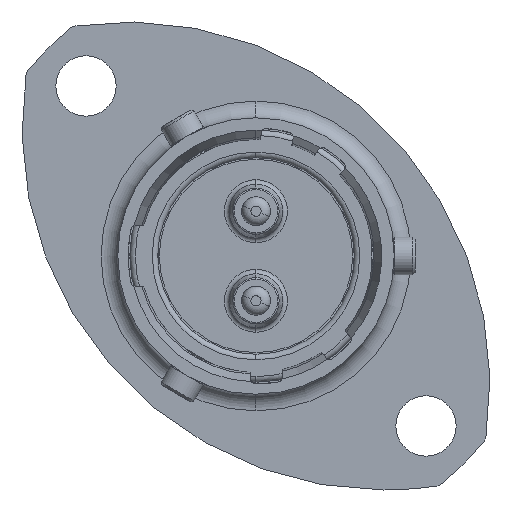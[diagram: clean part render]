
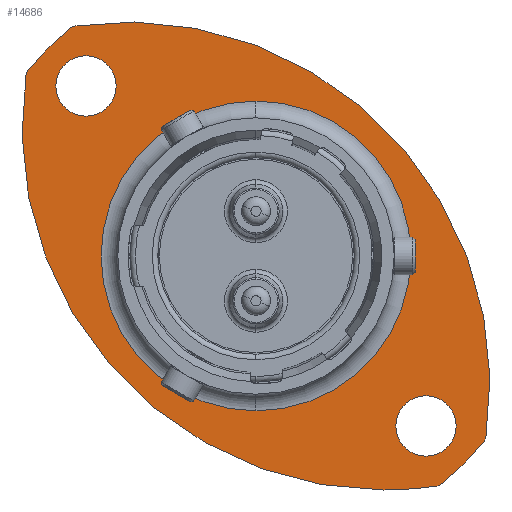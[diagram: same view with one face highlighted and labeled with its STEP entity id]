
A CAD part, left-side view. The second image highlights one B-rep face of the part: STEP entity #14686.
In plain terms, the highlighted planar face has unit normal (-1, 0, 0).
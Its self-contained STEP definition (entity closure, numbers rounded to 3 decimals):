
#303 = VERTEX_POINT ( 'NONE', #21285 ) ;
#314 = CARTESIAN_POINT ( 'NONE',  ( 10.945, 18.472, 8.376 ) ) ;
#347 = DIRECTION ( 'NONE',  ( 0., 0., -1. ) ) ;
#970 = AXIS2_PLACEMENT_3D ( 'NONE', #23159, #12217, #1366 ) ;
#1366 = DIRECTION ( 'NONE',  ( 0., 0., 1. ) ) ;
#1449 = EDGE_CURVE ( 'NONE', #15731, #6513, #10180, .T. ) ;
#1717 = CARTESIAN_POINT ( 'NONE',  ( 10.945, -3.064, -12.264 ) ) ;
#2585 = AXIS2_PLACEMENT_3D ( 'NONE', #22750, #10004, #20886 ) ;
#2647 = DIRECTION ( 'NONE',  ( 1., 0., 0. ) ) ;
#2765 = ORIENTED_EDGE ( 'NONE', *, *, #16109, .T. ) ;
#3013 = EDGE_CURVE ( 'NONE', #4765, #13739, #14793, .T. ) ;
#3216 = AXIS2_PLACEMENT_3D ( 'NONE', #9275, #21980, #11111 ) ;
#3631 = CIRCLE ( 'NONE', #10452, 1.625 ) ;
#4022 = FACE_BOUND ( 'NONE', #21516, .T. ) ;
#4123 = CARTESIAN_POINT ( 'NONE',  ( 10.945, 15.951, 10.897 ) ) ;
#4376 = ORIENTED_EDGE ( 'NONE', *, *, #22084, .T. ) ;
#4414 = CARTESIAN_POINT ( 'NONE',  ( 10.945, 12.987, -8.377 ) ) ;
#4425 = CARTESIAN_POINT ( 'NONE',  ( 10.945, 6.093, -1.482 ) ) ;
#4765 = VERTEX_POINT ( 'NONE', #7961 ) ;
#4995 = PLANE ( 'NONE',  #16503 ) ;
#5063 = CARTESIAN_POINT ( 'NONE',  ( 10.945, 13.538, -1.482 ) ) ;
#5081 = CIRCLE ( 'NONE', #19698, 19.5 ) ;
#5904 = ORIENTED_EDGE ( 'NONE', *, *, #9814, .F. ) ;
#5992 = DIRECTION ( 'NONE',  ( -1., 0., 0. ) ) ;
#6238 = DIRECTION ( 'NONE',  ( 0., 0., -1. ) ) ;
#6250 = DIRECTION ( 'NONE',  ( 0., 0., -1. ) ) ;
#6439 = CARTESIAN_POINT ( 'NONE',  ( 10.945, -3.064, -10.639 ) ) ;
#6513 = VERTEX_POINT ( 'NONE', #18001 ) ;
#6796 = EDGE_LOOP ( 'NONE', ( #13065, #12345 ) ) ;
#6889 = DIRECTION ( 'NONE',  ( 0., 0., -1. ) ) ;
#7961 = CARTESIAN_POINT ( 'NONE',  ( 10.945, -3.064, -9.014 ) ) ;
#8718 = CIRCLE ( 'NONE', #970, 15.825 ) ;
#8912 = EDGE_CURVE ( 'NONE', #19167, #21345, #8718, .T. ) ;
#9083 = CARTESIAN_POINT ( 'NONE',  ( 10.945, -0.801, 5.412 ) ) ;
#9117 = AXIS2_PLACEMENT_3D ( 'NONE', #6439, #17398, #23218 ) ;
#9275 = CARTESIAN_POINT ( 'NONE',  ( 10.945, 15.25, 7.675 ) ) ;
#9711 = ORIENTED_EDGE ( 'NONE', *, *, #8912, .T. ) ;
#9814 = EDGE_CURVE ( 'NONE', #13739, #4765, #3631, .T. ) ;
#10004 = DIRECTION ( 'NONE',  ( -1., 0., 0. ) ) ;
#10148 = CARTESIAN_POINT ( 'NONE',  ( 10.945, 6.093, -1.482 ) ) ;
#10154 = VERTEX_POINT ( 'NONE', #14464 ) ;
#10162 = EDGE_CURVE ( 'NONE', #21345, #303, #15749, .T. ) ;
#10172 = FACE_BOUND ( 'NONE', #6796, .T. ) ;
#10180 = CIRCLE ( 'NONE', #2585, 1.625 ) ;
#10419 = EDGE_CURVE ( 'NONE', #10154, #15022, #17718, .T. ) ;
#10452 = AXIS2_PLACEMENT_3D ( 'NONE', #16865, #5992, #18694 ) ;
#10581 = AXIS2_PLACEMENT_3D ( 'NONE', #22119, #11242, #347 ) ;
#10605 = EDGE_LOOP ( 'NONE', ( #22582, #14909 ) ) ;
#10923 = DIRECTION ( 'NONE',  ( 0., 0., -1. ) ) ;
#11111 = DIRECTION ( 'NONE',  ( 0., 0., -1. ) ) ;
#11206 = ORIENTED_EDGE ( 'NONE', *, *, #10162, .T. ) ;
#11207 = EDGE_CURVE ( 'NONE', #15022, #10154, #18766, .T. ) ;
#11242 = DIRECTION ( 'NONE',  ( -1., 0., 0. ) ) ;
#11514 = ORIENTED_EDGE ( 'NONE', *, *, #11611, .T. ) ;
#11611 = EDGE_CURVE ( 'NONE', #303, #14899, #18153, .T. ) ;
#11905 = AXIS2_PLACEMENT_3D ( 'NONE', #4425, #17084, #6250 ) ;
#11955 = DIRECTION ( 'NONE',  ( 0., 0., 1. ) ) ;
#12217 = DIRECTION ( 'NONE',  ( -1., 0., 0. ) ) ;
#12345 = ORIENTED_EDGE ( 'NONE', *, *, #11207, .T. ) ;
#12850 = ORIENTED_EDGE ( 'NONE', *, *, #3013, .F. ) ;
#12947 = CARTESIAN_POINT ( 'NONE',  ( 10.945, -3.765, -13.861 ) ) ;
#13065 = ORIENTED_EDGE ( 'NONE', *, *, #10419, .T. ) ;
#13068 = AXIS2_PLACEMENT_3D ( 'NONE', #13510, #2647, #15324 ) ;
#13510 = CARTESIAN_POINT ( 'NONE',  ( 10.945, 6.093, -1.482 ) ) ;
#13739 = VERTEX_POINT ( 'NONE', #1717 ) ;
#13960 = AXIS2_PLACEMENT_3D ( 'NONE', #10148, #22888, #11955 ) ;
#14464 = CARTESIAN_POINT ( 'NONE',  ( 10.945, 6.093, -9.827 ) ) ;
#14686 = ADVANCED_FACE ( 'NONE', ( #10172, #16304, #4022, #21144 ), #4995, .F. ) ;
#14793 = CIRCLE ( 'NONE', #9117, 1.625 ) ;
#14899 = VERTEX_POINT ( 'NONE', #12947 ) ;
#14909 = ORIENTED_EDGE ( 'NONE', *, *, #16366, .F. ) ;
#14988 = CARTESIAN_POINT ( 'NONE',  ( 10.945, 6.093, 6.863 ) ) ;
#15022 = VERTEX_POINT ( 'NONE', #14988 ) ;
#15034 = CIRCLE ( 'NONE', #13960, 15.825 ) ;
#15324 = DIRECTION ( 'NONE',  ( 0., 0., -1. ) ) ;
#15731 = VERTEX_POINT ( 'NONE', #16139 ) ;
#15749 = CIRCLE ( 'NONE', #16393, 19.5 ) ;
#16109 = EDGE_CURVE ( 'NONE', #14899, #22510, #15034, .T. ) ;
#16139 = CARTESIAN_POINT ( 'NONE',  ( 10.945, 15.25, 6.05 ) ) ;
#16304 = FACE_BOUND ( 'NONE', #10605, .T. ) ;
#16366 = EDGE_CURVE ( 'NONE', #6513, #15731, #23294, .T. ) ;
#16393 = AXIS2_PLACEMENT_3D ( 'NONE', #9083, #21799, #10923 ) ;
#16503 = AXIS2_PLACEMENT_3D ( 'NONE', #5063, #17777, #6889 ) ;
#16865 = CARTESIAN_POINT ( 'NONE',  ( 10.945, -3.064, -10.639 ) ) ;
#17071 = DIRECTION ( 'NONE',  ( -1., 0., 0. ) ) ;
#17084 = DIRECTION ( 'NONE',  ( 1., 0., 0. ) ) ;
#17398 = DIRECTION ( 'NONE',  ( -1., 0., 0. ) ) ;
#17718 = CIRCLE ( 'NONE', #13068, 8.345 ) ;
#17777 = DIRECTION ( 'NONE',  ( 1., 0., 0. ) ) ;
#18001 = CARTESIAN_POINT ( 'NONE',  ( 10.945, 15.25, 9.3 ) ) ;
#18153 = CIRCLE ( 'NONE', #10581, 19.5 ) ;
#18694 = DIRECTION ( 'NONE',  ( 0., 0., -1. ) ) ;
#18766 = CIRCLE ( 'NONE', #11905, 8.345 ) ;
#19167 = VERTEX_POINT ( 'NONE', #4123 ) ;
#19698 = AXIS2_PLACEMENT_3D ( 'NONE', #4414, #17071, #6238 ) ;
#20167 = CARTESIAN_POINT ( 'NONE',  ( 10.945, -6.286, -11.341 ) ) ;
#20886 = DIRECTION ( 'NONE',  ( 0., 0., -1. ) ) ;
#21144 = FACE_OUTER_BOUND ( 'NONE', #23340, .T. ) ;
#21285 = CARTESIAN_POINT ( 'NONE',  ( 10.945, -0.801, -14.088 ) ) ;
#21345 = VERTEX_POINT ( 'NONE', #314 ) ;
#21516 = EDGE_LOOP ( 'NONE', ( #5904, #12850 ) ) ;
#21799 = DIRECTION ( 'NONE',  ( -1., 0., 0. ) ) ;
#21980 = DIRECTION ( 'NONE',  ( -1., 0., 0. ) ) ;
#22084 = EDGE_CURVE ( 'NONE', #22510, #19167, #5081, .T. ) ;
#22119 = CARTESIAN_POINT ( 'NONE',  ( 10.945, -0.801, 5.412 ) ) ;
#22510 = VERTEX_POINT ( 'NONE', #20167 ) ;
#22582 = ORIENTED_EDGE ( 'NONE', *, *, #1449, .F. ) ;
#22750 = CARTESIAN_POINT ( 'NONE',  ( 10.945, 15.25, 7.675 ) ) ;
#22888 = DIRECTION ( 'NONE',  ( -1., 0., 0. ) ) ;
#23159 = CARTESIAN_POINT ( 'NONE',  ( 10.945, 6.093, -1.482 ) ) ;
#23218 = DIRECTION ( 'NONE',  ( 0., 0., -1. ) ) ;
#23294 = CIRCLE ( 'NONE', #3216, 1.625 ) ;
#23340 = EDGE_LOOP ( 'NONE', ( #11206, #11514, #2765, #4376, #9711 ) ) ;
